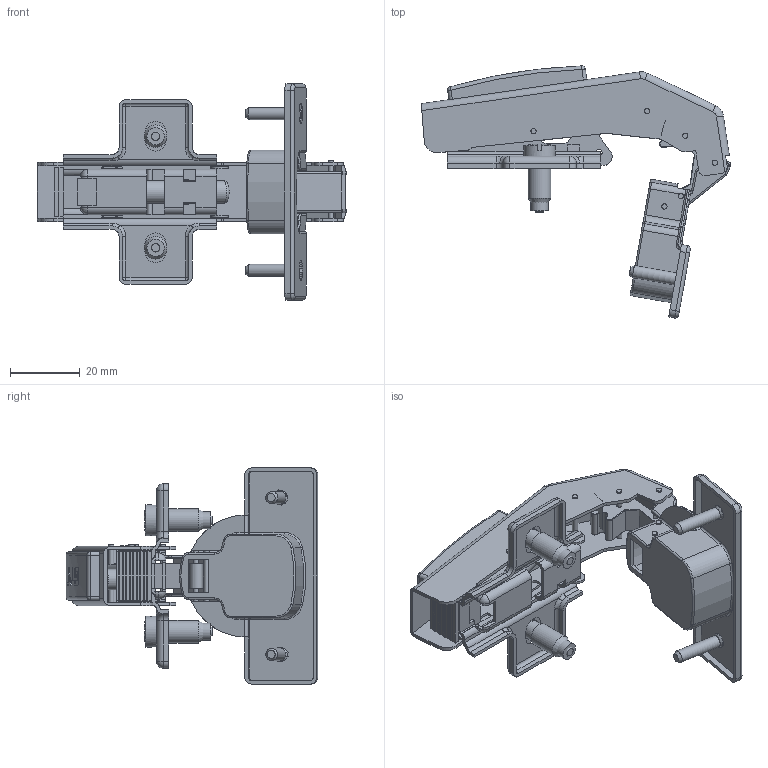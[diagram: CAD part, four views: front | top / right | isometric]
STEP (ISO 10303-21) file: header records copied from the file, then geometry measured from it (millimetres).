
FILE_DESCRIPTION(/* description */ (''),/* implementation_level */ '2;1');
FILE_NAME(/* name */ 'ZM-HCKT90-ZE-S_open.stp',/* time_stamp */ '2021-02-16T09:05:17+01:00',/* author */ ('tomaszw'),/* organization */ (''),/* preprocessor_version */ 'ST-DEVELOPER v18.1',/* originating_system */ 'Autodesk Inventor 2020',/* authorisation */ '');
FILE_SCHEMA (('AUTOMOTIVE_DESIGN { 1 0 10303 214 3 1 1 }'));
Length unit declared in the file: millimetre
Products named in the file (14): ZM-HCKT90-ZE_S; ZM-HCKT90; ZM-HCKT_2; ZM-HCKT_1; ZM-HCKT_3; Inset Hinge Euro Screw; ZM-HCKT_5; ZM-HCKT_6; ZM-HCKT_Pin2; ZM-HCKT-P_1; ZM-HCKT_4_1; ZM-HCKT_Pin1; Wkret35x16; Zaślepka Prestige ver1
Assembly tree (22 placements, depth 2):
  ZM-HCKT90-ZE_S
    ZM-HCKT90
    ZM-HCKT_2
    ZM-HCKT_1
    ZM-HCKT_3
    ZM-HCKT_Pin2  x4
    ZM-HCKT_Pin1  x3
    Inset Hinge Euro Screw  x2
    ZM-HCKT_5
    ZM-HCKT_6
    ZM-HCKT-P_1
    ZM-HCKT_4_1
    Wkret35x16  x4
    Zaślepka Prestige ver1
Bounding box: 88.8 x 72.28 x 62 mm (x, y, z)
Volume: 14998 mm3; surface area: 30507.2 mm2
Topology: 24 solids, 25 shells, 1150 faces, 3057 edges, 1938 vertices
Faces by surface type: plane 561, cylinder 328, bspline 101, torus 98, sphere 32, cone 30
Full cylindrical faces by diameter (mm): 1.5 x26, 1.625 x1, 3 x1, 3.5 x4, 5 x2, 5.5 x2, 6 x2, 6.5 x4, 8 x1, 9 x3
Entity records: 36242 total; most frequent: CARTESIAN_POINT 8398, ORIENTED_EDGE 5576, DIRECTION 5492, EDGE_CURVE 2790, AXIS2_PLACEMENT_3D 1923, VERTEX_POINT 1762, LINE 1646, VECTOR 1646
